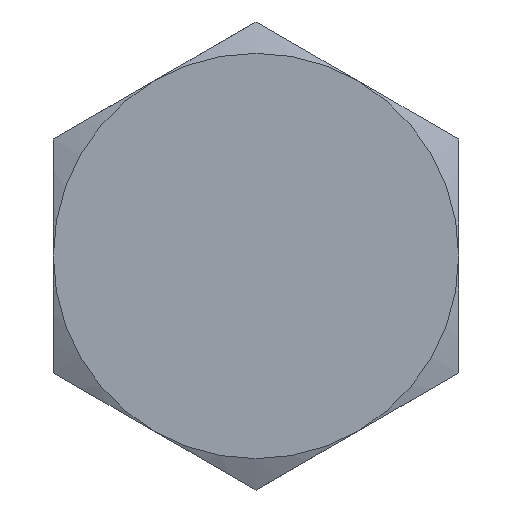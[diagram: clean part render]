
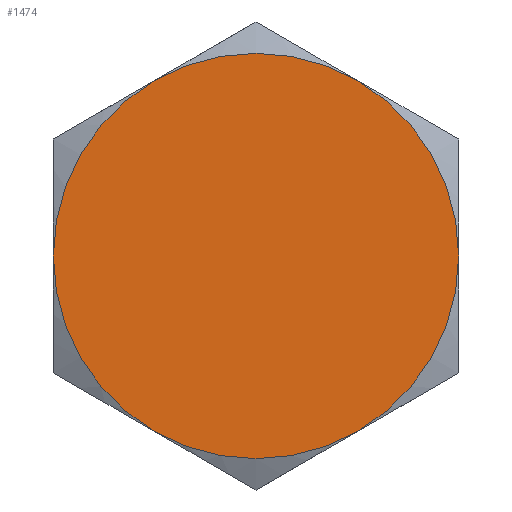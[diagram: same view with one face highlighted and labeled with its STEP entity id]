
A CAD part, left-side view. The second image highlights one B-rep face of the part: STEP entity #1474.
In plain terms, the highlighted planar face has unit normal (-1, 0, 0).
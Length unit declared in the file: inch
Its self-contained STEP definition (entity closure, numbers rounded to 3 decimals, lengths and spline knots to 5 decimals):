
#105=PLANE('',#1632);
#190=FACE_OUTER_BOUND('',#285,.T.);
#285=EDGE_LOOP('',(#1350,#1351,#1352,#1353,#1354,#1355));
#585=CIRCLE('',#1617,0.28125);
#586=CIRCLE('',#1619,0.28125);
#587=CIRCLE('',#1621,0.28125);
#588=CIRCLE('',#1623,0.28125);
#589=CIRCLE('',#1625,0.28125);
#590=CIRCLE('',#1627,0.28125);
#648=VERTEX_POINT('',#2237);
#709=VERTEX_POINT('',#2426);
#724=VERTEX_POINT('',#2499);
#725=VERTEX_POINT('',#2505);
#727=VERTEX_POINT('',#2512);
#728=VERTEX_POINT('',#2526);
#926=EDGE_CURVE('',#709,#724,#585,.T.);
#928=EDGE_CURVE('',#725,#709,#586,.T.);
#931=EDGE_CURVE('',#727,#725,#587,.T.);
#933=EDGE_CURVE('',#648,#727,#588,.T.);
#934=EDGE_CURVE('',#728,#648,#589,.T.);
#937=EDGE_CURVE('',#724,#728,#590,.T.);
#1350=ORIENTED_EDGE('',*,*,#937,.T.);
#1351=ORIENTED_EDGE('',*,*,#934,.T.);
#1352=ORIENTED_EDGE('',*,*,#933,.T.);
#1353=ORIENTED_EDGE('',*,*,#931,.T.);
#1354=ORIENTED_EDGE('',*,*,#928,.T.);
#1355=ORIENTED_EDGE('',*,*,#926,.T.);
#1474=ADVANCED_FACE('',(#190),#105,.F.);
#1617=AXIS2_PLACEMENT_3D('',#2503,#2028,#2029);
#1619=AXIS2_PLACEMENT_3D('',#2509,#2032,#2033);
#1621=AXIS2_PLACEMENT_3D('',#2519,#2036,#2037);
#1623=AXIS2_PLACEMENT_3D('',#2524,#2040,#2041);
#1625=AXIS2_PLACEMENT_3D('',#2527,#2044,#2045);
#1627=AXIS2_PLACEMENT_3D('',#2536,#2048,#2049);
#1632=AXIS2_PLACEMENT_3D('',#2546,#2060,#2061);
#2028=DIRECTION('center_axis',(-1.,0.,0.));
#2029=DIRECTION('ref_axis',(0.,1.,0.));
#2032=DIRECTION('center_axis',(-1.,0.,0.));
#2033=DIRECTION('ref_axis',(0.,1.,0.));
#2036=DIRECTION('center_axis',(-1.,0.,0.));
#2037=DIRECTION('ref_axis',(0.,1.,0.));
#2040=DIRECTION('center_axis',(-1.,0.,0.));
#2041=DIRECTION('ref_axis',(0.,1.,0.));
#2044=DIRECTION('center_axis',(-1.,0.,0.));
#2045=DIRECTION('ref_axis',(0.,1.,0.));
#2048=DIRECTION('center_axis',(-1.,0.,0.));
#2049=DIRECTION('ref_axis',(0.,1.,0.));
#2060=DIRECTION('center_axis',(1.,0.,0.));
#2061=DIRECTION('ref_axis',(0.,0.,-1.));
#2237=CARTESIAN_POINT('',(0.,-0.14063,-0.24357));
#2426=CARTESIAN_POINT('',(0.,0.14063,0.24357));
#2499=CARTESIAN_POINT('',(0.,0.28125,0.));
#2503=CARTESIAN_POINT('Origin',(0.,0.,0.));
#2505=CARTESIAN_POINT('',(0.,-0.14063,0.24357));
#2509=CARTESIAN_POINT('Origin',(0.,0.,0.));
#2512=CARTESIAN_POINT('',(0.,-0.28125,0.));
#2519=CARTESIAN_POINT('Origin',(0.,0.,0.));
#2524=CARTESIAN_POINT('Origin',(0.,0.,0.));
#2526=CARTESIAN_POINT('',(0.,0.14063,-0.24357));
#2527=CARTESIAN_POINT('Origin',(0.,0.,0.));
#2536=CARTESIAN_POINT('Origin',(0.,0.,0.));
#2546=CARTESIAN_POINT('Origin',(0.,0.,0.));
